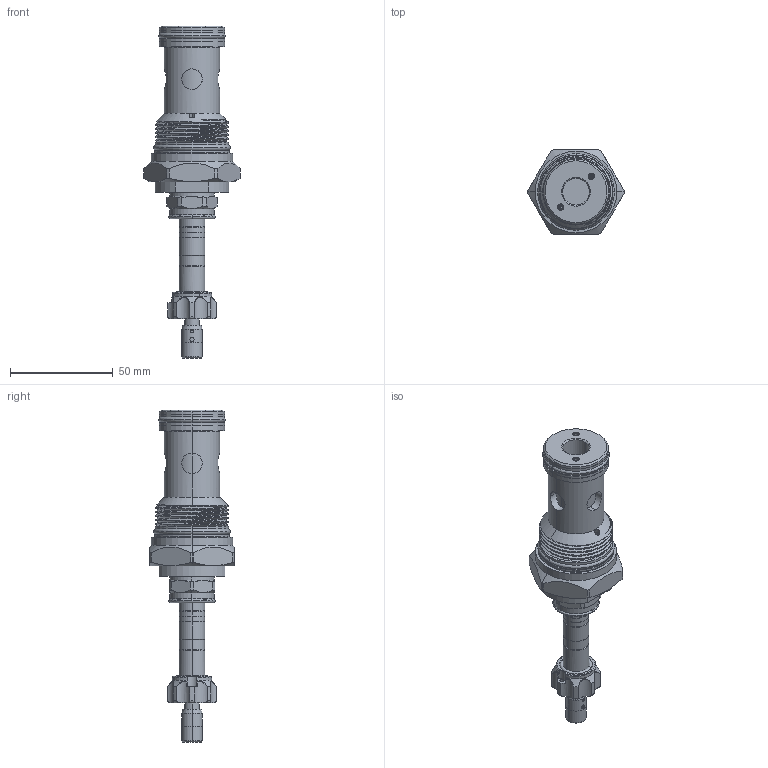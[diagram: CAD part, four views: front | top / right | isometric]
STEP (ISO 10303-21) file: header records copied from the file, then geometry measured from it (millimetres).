
FILE_DESCRIPTION (( 'STEP AP203' ), '1' );
FILE_NAME ('EP16A2A31T95.STEP', '2020-04-16T05:24:34', ( '' ), ( '' ), 'SwSTEP 2.0', 'SolidWorks 2018', '' );
FILE_SCHEMA (( 'CONFIG_CONTROL_DESIGN' ));
Length unit declared in the file: millimetre
Products named in the file (1): EP16A2A31T95
Bounding box: 46.8 x 41.2 x 161.65 mm (x, y, z)
Volume: 80333 mm3; surface area: 22679.9 mm2
Topology: 10 solids, 10 shells, 445 faces, 1075 edges, 665 vertices
Faces by surface type: cylinder 198, plane 76, cone 75, torus 51, bspline 41, sphere 4
Entity records: 18554 total; most frequent: CARTESIAN_POINT 8492, ORIENTED_EDGE 2118, DIRECTION 2072, EDGE_CURVE 1059, AXIS2_PLACEMENT_3D 863, VERTEX_POINT 659, EDGE_LOOP 482, CIRCLE 458
